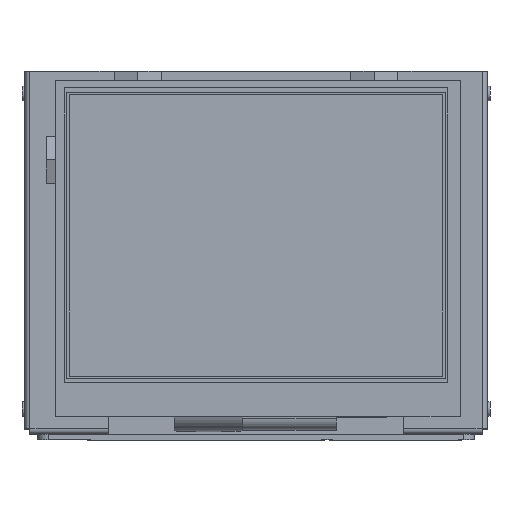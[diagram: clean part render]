
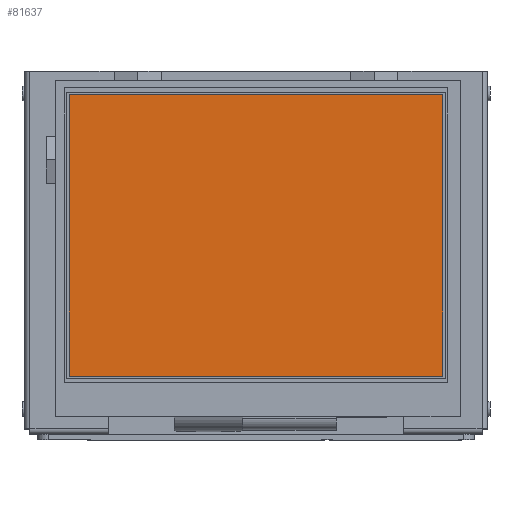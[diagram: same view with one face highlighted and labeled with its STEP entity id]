
A CAD part, top view. The second image highlights one B-rep face of the part: STEP entity #81637.
In plain terms, the highlighted planar face has unit normal (0, 0, 1).
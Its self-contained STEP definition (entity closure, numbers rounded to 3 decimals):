
#5179=PLANE('',#86471);
#9302=FACE_OUTER_BOUND('',#13808,.T.);
#13808=EDGE_LOOP('',(#76124,#76125,#76126,#76127));
#23110=LINE('',#136307,#32515);
#23114=LINE('',#136314,#32519);
#23117=LINE('',#136320,#32522);
#23119=LINE('',#136323,#32524);
#32515=VECTOR('',#105066,10.);
#32519=VECTOR('',#105072,10.);
#32522=VECTOR('',#105077,10.);
#32524=VECTOR('',#105081,10.);
#41382=VERTEX_POINT('',#136304);
#41383=VERTEX_POINT('',#136306);
#41385=VERTEX_POINT('',#136312);
#41387=VERTEX_POINT('',#136318);
#53012=EDGE_CURVE('',#41383,#41382,#23110,.T.);
#53016=EDGE_CURVE('',#41382,#41385,#23114,.T.);
#53019=EDGE_CURVE('',#41385,#41387,#23117,.T.);
#53021=EDGE_CURVE('',#41387,#41383,#23119,.T.);
#76124=ORIENTED_EDGE('',*,*,#53012,.T.);
#76125=ORIENTED_EDGE('',*,*,#53016,.T.);
#76126=ORIENTED_EDGE('',*,*,#53019,.T.);
#76127=ORIENTED_EDGE('',*,*,#53021,.T.);
#81637=ADVANCED_FACE('',(#9302),#5179,.T.);
#86471=AXIS2_PLACEMENT_3D('',#136340,#105097,#105098);
#105066=DIRECTION('',(0.,-1.,0.));
#105072=DIRECTION('',(1.,0.,0.));
#105077=DIRECTION('',(0.,1.,0.));
#105081=DIRECTION('',(-1.,0.,0.));
#105097=DIRECTION('center_axis',(0.,0.,1.));
#105098=DIRECTION('ref_axis',(1.,0.,0.));
#136304=CARTESIAN_POINT('',(-35.55,-26.75,6.46));
#136306=CARTESIAN_POINT('',(-35.55,26.75,6.46));
#136307=CARTESIAN_POINT('',(-35.55,12.1,6.46));
#136312=CARTESIAN_POINT('',(35.55,-26.75,6.46));
#136314=CARTESIAN_POINT('',(-17.6,-26.75,6.46));
#136318=CARTESIAN_POINT('',(35.55,26.75,6.46));
#136320=CARTESIAN_POINT('',(35.55,-14.65,6.46));
#136323=CARTESIAN_POINT('',(17.95,26.75,6.46));
#136340=CARTESIAN_POINT('Origin',(0.35,-2.55,6.46));
